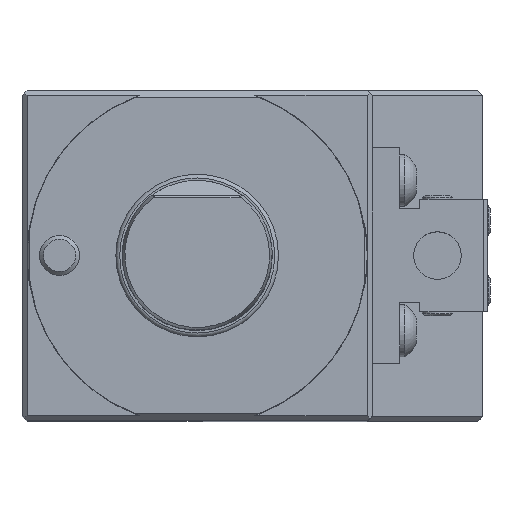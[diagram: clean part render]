
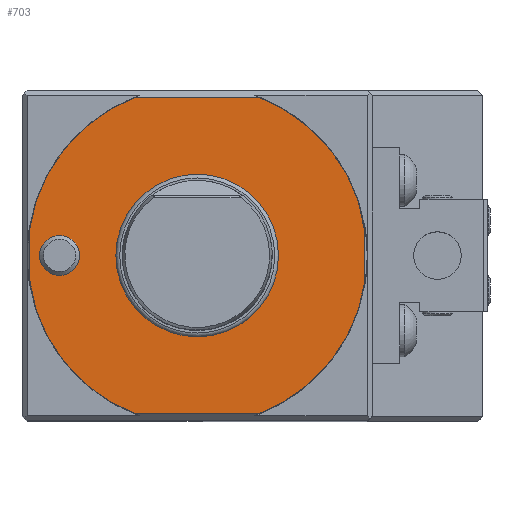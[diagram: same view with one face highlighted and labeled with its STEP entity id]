
A CAD part, top view. The second image highlights one B-rep face of the part: STEP entity #703.
In plain terms, the highlighted planar face has unit normal (0, 0, 1).
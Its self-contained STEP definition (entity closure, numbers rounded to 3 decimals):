
#197=LINE('',#4025,#418);
#200=LINE('',#4036,#421);
#201=LINE('',#4044,#422);
#204=LINE('',#4055,#425);
#418=VECTOR('',#3027,1.);
#421=VECTOR('',#3040,1.);
#422=VECTOR('',#3051,1.);
#425=VECTOR('',#3064,1.);
#568=FACE_BOUND('',#1089,.T.);
#569=FACE_BOUND('',#1090,.T.);
#570=FACE_BOUND('',#1091,.T.);
#703=ADVANCED_FACE('',(#568,#569,#570),#847,.T.);
#847=PLANE('',#2641);
#1089=EDGE_LOOP('',(#1467));
#1090=EDGE_LOOP('',(#1468,#1469,#1470,#1471,#1472,#1473,#1474,#1475));
#1091=EDGE_LOOP('',(#1476));
#1467=ORIENTED_EDGE('',*,*,#2280,.T.);
#1468=ORIENTED_EDGE('',*,*,#2279,.F.);
#1469=ORIENTED_EDGE('',*,*,#2277,.T.);
#1470=ORIENTED_EDGE('',*,*,#2275,.F.);
#1471=ORIENTED_EDGE('',*,*,#2271,.T.);
#1472=ORIENTED_EDGE('',*,*,#2269,.F.);
#1473=ORIENTED_EDGE('',*,*,#2267,.T.);
#1474=ORIENTED_EDGE('',*,*,#2266,.F.);
#1475=ORIENTED_EDGE('',*,*,#2261,.T.);
#1476=ORIENTED_EDGE('',*,*,#2281,.F.);
#1990=VERTEX_POINT('',#4024);
#1991=VERTEX_POINT('',#4026);
#1993=VERTEX_POINT('',#4033);
#1994=VERTEX_POINT('',#4037);
#1995=VERTEX_POINT('',#4041);
#1996=VERTEX_POINT('',#4045);
#1998=VERTEX_POINT('',#4052);
#1999=VERTEX_POINT('',#4056);
#2000=VERTEX_POINT('',#4062);
#2001=VERTEX_POINT('',#4064);
#2261=EDGE_CURVE('',#1991,#1990,#197,.T.);
#2266=EDGE_CURVE('',#1991,#1993,#2493,.T.);
#2267=EDGE_CURVE('',#1994,#1993,#200,.T.);
#2269=EDGE_CURVE('',#1994,#1995,#2494,.T.);
#2271=EDGE_CURVE('',#1996,#1995,#201,.T.);
#2275=EDGE_CURVE('',#1996,#1998,#2495,.T.);
#2277=EDGE_CURVE('',#1999,#1998,#204,.T.);
#2279=EDGE_CURVE('',#1999,#1990,#2496,.T.);
#2280=EDGE_CURVE('',#2000,#2000,#2497,.T.);
#2281=EDGE_CURVE('',#2001,#2001,#2498,.T.);
#2493=CIRCLE('',#2623,34.);
#2494=CIRCLE('',#2627,34.);
#2495=CIRCLE('',#2632,34.);
#2496=CIRCLE('',#2637,34.);
#2497=CIRCLE('',#2639,16.109);
#2498=CIRCLE('',#2640,4.);
#2623=AXIS2_PLACEMENT_3D('',#4034,#3036,#3037);
#2627=AXIS2_PLACEMENT_3D('',#4040,#3045,#3046);
#2632=AXIS2_PLACEMENT_3D('',#4051,#3058,#3059);
#2637=AXIS2_PLACEMENT_3D('',#4059,#3069,#3070);
#2639=AXIS2_PLACEMENT_3D('',#4061,#3073,#3074);
#2640=AXIS2_PLACEMENT_3D('',#4063,#3075,#3076);
#2641=AXIS2_PLACEMENT_3D('',#4065,#3077,#3078);
#3027=DIRECTION('',(1.,0.,0.));
#3036=DIRECTION('',(0.,0.,-1.));
#3037=DIRECTION('',(-1.,0.,0.));
#3040=DIRECTION('',(0.,-1.,0.));
#3045=DIRECTION('',(0.,0.,-1.));
#3046=DIRECTION('',(-1.,0.,0.));
#3051=DIRECTION('',(-1.,0.,0.));
#3058=DIRECTION('',(0.,0.,-1.));
#3059=DIRECTION('',(-1.,0.,0.));
#3064=DIRECTION('',(0.,1.,0.));
#3069=DIRECTION('',(0.,0.,-1.));
#3070=DIRECTION('',(-1.,0.,0.));
#3073=DIRECTION('',(0.,0.,-1.));
#3074=DIRECTION('',(0.,-1.,0.));
#3075=DIRECTION('',(0.,0.,1.));
#3076=DIRECTION('',(0.,-1.,0.));
#3077=DIRECTION('',(0.,0.,1.));
#3078=DIRECTION('',(-1.,0.,0.));
#4024=CARTESIAN_POINT('',(12.796,-31.5,0.));
#4025=CARTESIAN_POINT('',(34.,-31.5,0.));
#4026=CARTESIAN_POINT('',(-12.796,-31.5,0.));
#4033=CARTESIAN_POINT('',(-33.5,-5.809,0.));
#4034=CARTESIAN_POINT('',(0.,0.,0.));
#4036=CARTESIAN_POINT('',(-33.5,-32.,0.));
#4037=CARTESIAN_POINT('',(-33.5,5.809,0.));
#4040=CARTESIAN_POINT('',(0.,0.,0.));
#4041=CARTESIAN_POINT('',(-12.796,31.5,0.));
#4044=CARTESIAN_POINT('',(-34.,31.5,0.));
#4045=CARTESIAN_POINT('',(12.796,31.5,0.));
#4051=CARTESIAN_POINT('',(0.,0.,0.));
#4052=CARTESIAN_POINT('',(33.5,5.809,0.));
#4055=CARTESIAN_POINT('',(33.5,-33.,0.));
#4056=CARTESIAN_POINT('',(33.5,-5.809,0.));
#4059=CARTESIAN_POINT('',(0.,0.,0.));
#4061=CARTESIAN_POINT('',(0.,0.,0.));
#4062=CARTESIAN_POINT('',(0.,-16.109,0.));
#4063=CARTESIAN_POINT('',(-27.5,0.,0.));
#4064=CARTESIAN_POINT('',(-27.5,-4.,0.));
#4065=CARTESIAN_POINT('',(-35.,-33.,0.));
